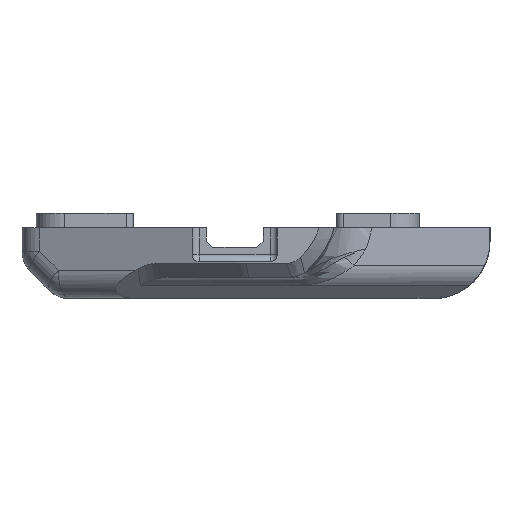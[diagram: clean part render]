
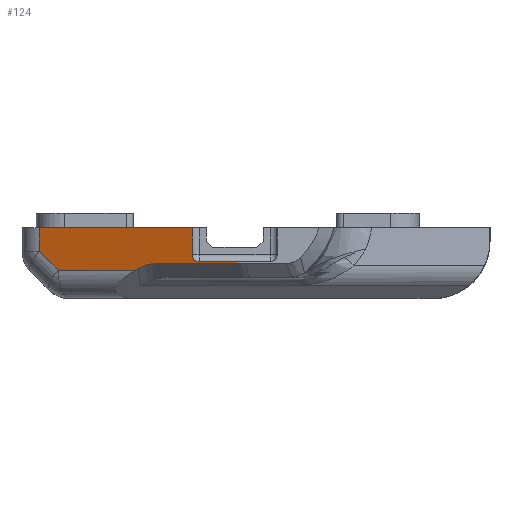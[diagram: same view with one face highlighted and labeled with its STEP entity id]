
A CAD part, front view. The second image highlights one B-rep face of the part: STEP entity #124.
In plain terms, the highlighted planar face has unit normal (-0.387, -0.922, 0).
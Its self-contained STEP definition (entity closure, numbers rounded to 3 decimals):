
#27=CARTESIAN_POINT('',(11.5,-9.5,-7.));
#28=DIRECTION('',(-0.387,-0.922,0.));
#29=DIRECTION('',(0.922,-0.387,0.));
#30=AXIS2_PLACEMENT_3D('',#27,#28,#29);
#31=PLANE('',#30);
#32=CARTESIAN_POINT('',(26.258,-15.689,-4.8));
#33=VERTEX_POINT('',#32);
#34=CARTESIAN_POINT('',(21.,-13.484,-4.8));
#35=VERTEX_POINT('',#34);
#36=CARTESIAN_POINT('',(26.258,-15.689,-4.8));
#37=DIRECTION('',(-0.922,0.387,0.));
#38=VECTOR('',#37,5.701);
#39=LINE('',#36,#38);
#40=EDGE_CURVE('',#33,#35,#39,.T.);
#41=ORIENTED_EDGE('',*,*,#40,.T.);
#42=CARTESIAN_POINT('',(20.,-13.065,-3.8));
#43=VERTEX_POINT('',#42);
#44=CARTESIAN_POINT('',(21.,-13.484,-3.8));
#45=DIRECTION('',(0.387,0.922,-0.));
#46=DIRECTION('',(-0.922,0.387,0.));
#47=AXIS2_PLACEMENT_3D('',#44,#45,#46);
#48=ELLIPSE('',#47,1.084,1.);
#49=EDGE_CURVE('',#35,#43,#48,.T.);
#50=ORIENTED_EDGE('',*,*,#49,.T.);
#51=CARTESIAN_POINT('',(20.,-13.065,0.));
#52=VERTEX_POINT('',#51);
#53=CARTESIAN_POINT('',(20.,-13.065,-3.8));
#54=DIRECTION('',(0.,0.,1.));
#55=VECTOR('',#54,3.8);
#56=LINE('',#53,#55);
#57=EDGE_CURVE('',#43,#52,#56,.T.);
#58=ORIENTED_EDGE('',*,*,#57,.T.);
#59=CARTESIAN_POINT('',(-1.547,-4.029,-0.));
#60=VERTEX_POINT('',#59);
#61=CARTESIAN_POINT('',(20.,-13.065,0.));
#62=DIRECTION('',(-0.922,0.387,0.));
#63=VECTOR('',#62,23.365);
#64=LINE('',#61,#63);
#65=EDGE_CURVE('',#52,#60,#64,.T.);
#66=ORIENTED_EDGE('',*,*,#65,.T.);
#67=CARTESIAN_POINT('',(-1.547,-4.029,-3.343));
#68=VERTEX_POINT('',#67);
#69=CARTESIAN_POINT('',(-1.547,-4.029,-3.343));
#70=DIRECTION('',(0.,0.,1.));
#71=VECTOR('',#70,3.343);
#72=LINE('',#69,#71);
#73=EDGE_CURVE('',#68,#60,#72,.T.);
#74=ORIENTED_EDGE('',*,*,#73,.F.);
#75=CARTESIAN_POINT('',(1.11,-5.143,-6.));
#76=VERTEX_POINT('',#75);
#77=CARTESIAN_POINT('',(1.11,-5.143,-6.));
#78=DIRECTION('',(-0.678,0.284,0.678));
#79=VECTOR('',#78,3.919);
#80=LINE('',#77,#79);
#81=EDGE_CURVE('',#76,#68,#80,.T.);
#82=ORIENTED_EDGE('',*,*,#81,.F.);
#83=CARTESIAN_POINT('',(12.026,-9.721,-6.));
#84=VERTEX_POINT('',#83);
#85=CARTESIAN_POINT('',(12.026,-9.721,-6.));
#86=DIRECTION('',(-0.922,0.387,0.));
#87=VECTOR('',#86,11.837);
#88=LINE('',#85,#87);
#89=EDGE_CURVE('',#84,#76,#88,.T.);
#90=ORIENTED_EDGE('',*,*,#89,.F.);
#91=CARTESIAN_POINT('',(12.382,-9.87,-5.802));
#92=VERTEX_POINT('',#91);
#93=CARTESIAN_POINT('',(12.382,-9.87,-5.802));
#94=DIRECTION('',(-0.82,0.344,-0.457));
#95=VECTOR('',#94,0.434);
#96=LINE('',#93,#95);
#97=EDGE_CURVE('',#92,#84,#96,.T.);
#98=ORIENTED_EDGE('',*,*,#97,.F.);
#99=CARTESIAN_POINT('',(15.264,-11.078,-5.));
#100=VERTEX_POINT('',#99);
#101=CARTESIAN_POINT('',(13.823,-10.474,-16.314));
#102=DIRECTION('',(-0.387,-0.922,0.));
#103=DIRECTION('',(-0.246,0.103,-0.964));
#104=AXIS2_PLACEMENT_3D('',#101,#102,#103);
#105=ELLIPSE('',#104,11.527,8.);
#106=EDGE_CURVE('',#100,#92,#105,.T.);
#107=ORIENTED_EDGE('',*,*,#106,.F.);
#108=CARTESIAN_POINT('',(26.258,-15.689,-5.));
#109=VERTEX_POINT('',#108);
#110=CARTESIAN_POINT('',(26.258,-15.689,-5.));
#111=DIRECTION('',(-0.922,0.387,0.));
#112=VECTOR('',#111,11.922);
#113=LINE('',#110,#112);
#114=EDGE_CURVE('',#109,#100,#113,.T.);
#115=ORIENTED_EDGE('',*,*,#114,.F.);
#116=CARTESIAN_POINT('',(26.258,-15.689,-4.8));
#117=DIRECTION('',(-0.,-0.,-1.));
#118=VECTOR('',#117,0.2);
#119=LINE('',#116,#118);
#120=EDGE_CURVE('',#33,#109,#119,.T.);
#121=ORIENTED_EDGE('',*,*,#120,.F.);
#122=EDGE_LOOP('',(#41,#50,#58,#66,#74,#82,#90,#98,#107,#115,#121));
#123=FACE_BOUND('',#122,.T.);
#124=ADVANCED_FACE('',(#123),#31,.T.);
